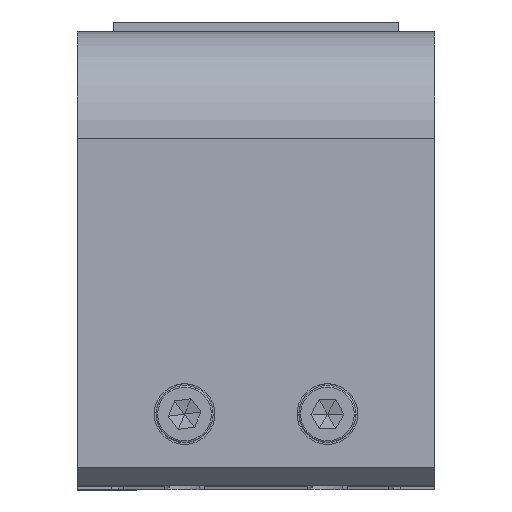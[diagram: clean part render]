
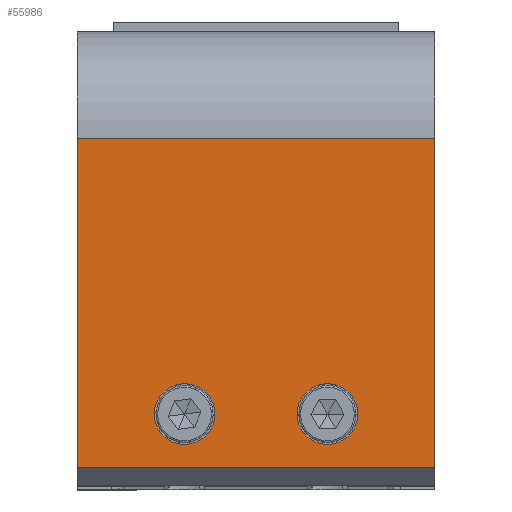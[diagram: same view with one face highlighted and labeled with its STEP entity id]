
A CAD part, top view. The second image highlights one B-rep face of the part: STEP entity #55986.
In plain terms, the highlighted planar face has unit normal (0, 0, 1).
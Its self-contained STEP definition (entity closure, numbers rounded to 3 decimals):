
#1063 = DIRECTION ( 'NONE',  ( 1., 0., 0. ) ) ;
#2010 = VERTEX_POINT ( 'NONE', #118251 ) ;
#6273 = ORIENTED_EDGE ( 'NONE', *, *, #120233, .F. ) ;
#7457 = CARTESIAN_POINT ( 'NONE',  ( 201.658, 295.108, 657.202 ) ) ;
#7706 = ORIENTED_EDGE ( 'NONE', *, *, #112071, .T. ) ;
#9843 = DIRECTION ( 'NONE',  ( 0., -1., 0. ) ) ;
#13068 = EDGE_CURVE ( 'NONE', #15777, #81563, #96417, .T. ) ;
#14033 = CARTESIAN_POINT ( 'NONE',  ( 180.158, 218.108, 657.202 ) ) ;
#15777 = VERTEX_POINT ( 'NONE', #79668 ) ;
#16776 = CARTESIAN_POINT ( 'NONE',  ( 163.158, 218.108, 657.202 ) ) ;
#18781 = CARTESIAN_POINT ( 'NONE',  ( 131.658, 218.108, 657.202 ) ) ;
#19174 = VERTEX_POINT ( 'NONE', #14033 ) ;
#25360 = CARTESIAN_POINT ( 'NONE',  ( 123.158, 218.108, 657.202 ) ) ;
#28464 = VERTEX_POINT ( 'NONE', #7457 ) ;
#32494 = EDGE_CURVE ( 'NONE', #81563, #15777, #46858, .T. ) ;
#34322 = ORIENTED_EDGE ( 'NONE', *, *, #53114, .T. ) ;
#35811 = EDGE_LOOP ( 'NONE', ( #73585, #120420 ) ) ;
#36174 = VECTOR ( 'NONE', #9843, 1000. ) ;
#37079 = ORIENTED_EDGE ( 'NONE', *, *, #67703, .F. ) ;
#39873 = VERTEX_POINT ( 'NONE', #16776 ) ;
#39935 = CARTESIAN_POINT ( 'NONE',  ( 171.658, 218.108, 657.202 ) ) ;
#46323 = VERTEX_POINT ( 'NONE', #137964 ) ;
#46858 = CIRCLE ( 'NONE', #129237, 8.5 ) ;
#47501 = EDGE_LOOP ( 'NONE', ( #34322, #6273, #119592, #7706 ) ) ;
#48872 = LINE ( 'NONE', #71092, #110416 ) ;
#49467 = VERTEX_POINT ( 'NONE', #91772 ) ;
#50157 = CARTESIAN_POINT ( 'NONE',  ( 101.658, 203.108, 657.202 ) ) ;
#51638 = DIRECTION ( 'NONE',  ( -1., 0., 0. ) ) ;
#52128 = DIRECTION ( 'NONE',  ( 0., 0., 1. ) ) ;
#52147 = FACE_BOUND ( 'NONE', #94949, .T. ) ;
#53114 = EDGE_CURVE ( 'NONE', #2010, #49467, #117050, .T. ) ;
#54194 = DIRECTION ( 'NONE',  ( 0., 0., -1. ) ) ;
#55986 = ADVANCED_FACE ( 'NONE', ( #104483, #52147, #107257 ), #62578, .F. ) ;
#58565 = DIRECTION ( 'NONE',  ( 0., 0., 1. ) ) ;
#58684 = DIRECTION ( 'NONE',  ( 1., 0., 0. ) ) ;
#60356 = CARTESIAN_POINT ( 'NONE',  ( 201.658, 203.108, 657.202 ) ) ;
#61875 = CARTESIAN_POINT ( 'NONE',  ( 171.658, 218.108, 657.202 ) ) ;
#62578 = PLANE ( 'NONE',  #101524 ) ;
#64031 = VECTOR ( 'NONE', #123217, 1000. ) ;
#65283 = VECTOR ( 'NONE', #51638, 1000. ) ;
#66966 = DIRECTION ( 'NONE',  ( 1., 0., 0. ) ) ;
#67703 = EDGE_CURVE ( 'NONE', #19174, #39873, #98337, .T. ) ;
#71092 = CARTESIAN_POINT ( 'NONE',  ( 201.658, 203.108, 657.202 ) ) ;
#71162 = CARTESIAN_POINT ( 'NONE',  ( 201.658, 295.108, 657.202 ) ) ;
#73585 = ORIENTED_EDGE ( 'NONE', *, *, #13068, .F. ) ;
#73827 = AXIS2_PLACEMENT_3D ( 'NONE', #39935, #113155, #58684 ) ;
#74117 = DIRECTION ( 'NONE',  ( 0., 0., 1. ) ) ;
#79200 = LINE ( 'NONE', #60356, #64031 ) ;
#79668 = CARTESIAN_POINT ( 'NONE',  ( 140.158, 218.108, 657.202 ) ) ;
#80873 = AXIS2_PLACEMENT_3D ( 'NONE', #106958, #74117, #1063 ) ;
#81563 = VERTEX_POINT ( 'NONE', #25360 ) ;
#85395 = EDGE_CURVE ( 'NONE', #28464, #46323, #79200, .T. ) ;
#91772 = CARTESIAN_POINT ( 'NONE',  ( 101.658, 203.108, 657.202 ) ) ;
#93273 = DIRECTION ( 'NONE',  ( 1., 0., 0. ) ) ;
#94949 = EDGE_LOOP ( 'NONE', ( #37079, #131973 ) ) ;
#96417 = CIRCLE ( 'NONE', #80873, 8.5 ) ;
#98337 = CIRCLE ( 'NONE', #131895, 8.5 ) ;
#101524 = AXIS2_PLACEMENT_3D ( 'NONE', #137362, #54194, #105164 ) ;
#104483 = FACE_BOUND ( 'NONE', #35811, .T. ) ;
#105164 = DIRECTION ( 'NONE',  ( 0., 1., 0. ) ) ;
#106958 = CARTESIAN_POINT ( 'NONE',  ( 131.658, 218.108, 657.202 ) ) ;
#107257 = FACE_OUTER_BOUND ( 'NONE', #47501, .T. ) ;
#110416 = VECTOR ( 'NONE', #134053, 1000. ) ;
#112071 = EDGE_CURVE ( 'NONE', #28464, #2010, #113766, .T. ) ;
#113155 = DIRECTION ( 'NONE',  ( 0., 0., 1. ) ) ;
#113766 = LINE ( 'NONE', #71162, #65283 ) ;
#117050 = LINE ( 'NONE', #50157, #36174 ) ;
#118251 = CARTESIAN_POINT ( 'NONE',  ( 101.658, 295.108, 657.202 ) ) ;
#119592 = ORIENTED_EDGE ( 'NONE', *, *, #85395, .F. ) ;
#120233 = EDGE_CURVE ( 'NONE', #46323, #49467, #48872, .T. ) ;
#120420 = ORIENTED_EDGE ( 'NONE', *, *, #32494, .F. ) ;
#123217 = DIRECTION ( 'NONE',  ( 0., -1., 0. ) ) ;
#129237 = AXIS2_PLACEMENT_3D ( 'NONE', #18781, #58565, #66966 ) ;
#131895 = AXIS2_PLACEMENT_3D ( 'NONE', #61875, #52128, #93273 ) ;
#131973 = ORIENTED_EDGE ( 'NONE', *, *, #132632, .F. ) ;
#132632 = EDGE_CURVE ( 'NONE', #39873, #19174, #134126, .T. ) ;
#134053 = DIRECTION ( 'NONE',  ( -1., 0., 0. ) ) ;
#134126 = CIRCLE ( 'NONE', #73827, 8.5 ) ;
#137362 = CARTESIAN_POINT ( 'NONE',  ( 201.658, 203.108, 657.202 ) ) ;
#137964 = CARTESIAN_POINT ( 'NONE',  ( 201.658, 203.108, 657.202 ) ) ;
